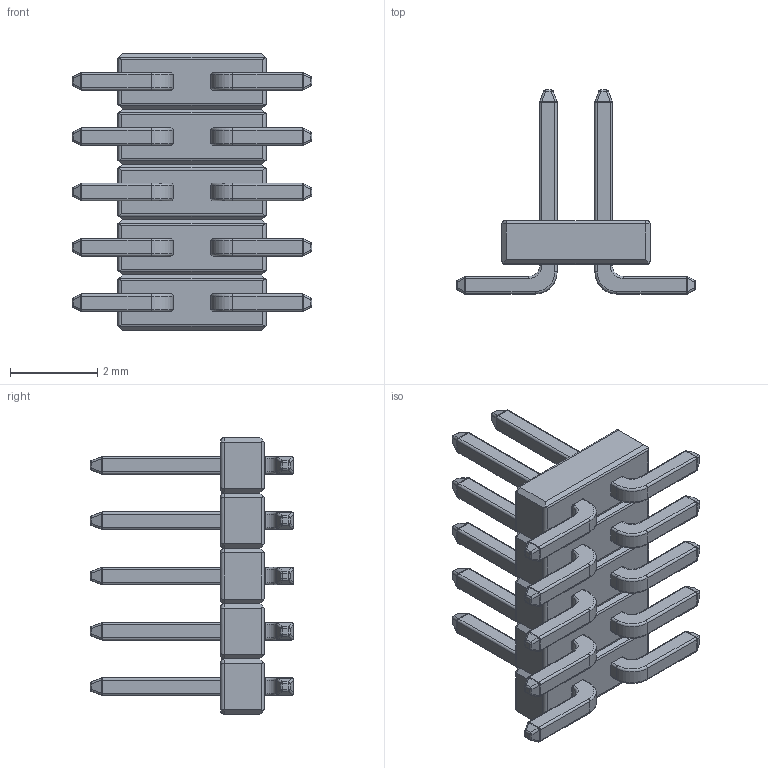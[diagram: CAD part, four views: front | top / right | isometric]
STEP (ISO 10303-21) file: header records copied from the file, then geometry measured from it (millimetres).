
FILE_DESCRIPTION (( 'STEP AP214' ), '1' );
FILE_NAME ('M50-3600542.STEP', '2018-01-12T16:11:14', ( '' ), ( '' ), 'SwSTEP 2.0', 'SolidWorks 2014', '' );
FILE_SCHEMA (( 'AUTOMOTIVE_DESIGN' ));
Length unit declared in the file: millimetre
Products named in the file (2): M50-360-Pin; M50-3600542
Assembly tree (5 placements, depth 2):
  M50-3600542
    M50-360-Pin  x5
Bounding box: 5.5 x 4.68 x 6.35 mm (x, y, z)
Volume: 29.6 mm3; surface area: 163.5 mm2
Topology: 5 solids, 5 shells, 900 faces, 1990 edges, 1040 vertices
Faces by surface type: cylinder 440, plane 260, sphere 160, torus 40
Entity records: 5794 total; most frequent: DIRECTION 902, CARTESIAN_POINT 826, ORIENTED_EDGE 764, EDGE_CURVE 382, AXIS2_PLACEMENT_3D 348, VERTEX_POINT 208, LINE 206, VECTOR 206
